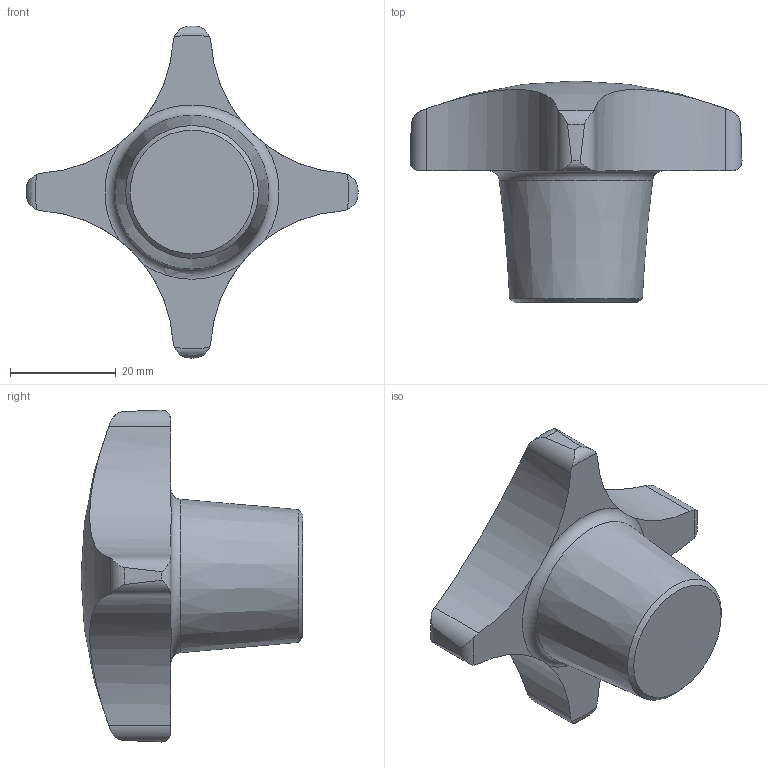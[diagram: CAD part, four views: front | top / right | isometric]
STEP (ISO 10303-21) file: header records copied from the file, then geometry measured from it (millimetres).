
FILE_DESCRIPTION( ( 'STEP AP214' ), '1' );
FILE_NAME( 'K0145.106312.stp', '2020-11-25T12:38:07', ( '' ), ( '' ), ' ', 'PARTsolutions', ' ' );
FILE_SCHEMA( ( 'AUTOMOTIVE_DESIGN { 1 0 10303 214 1 1 1 1 }' ) );
Length unit declared in the file: millimetre
Products named in the file (1): _K0145.106312
Bounding box: 62.87 x 42 x 62.87 mm (x, y, z)
Volume: 36129.8 mm3; surface area: 7341 mm2
Topology: 1 solids, 1 shells, 33 faces, 94 edges, 62 vertices
Faces by surface type: cylinder 12, torus 9, cone 6, plane 5, sphere 1
Entity records: 1716 total; most frequent: CARTESIAN_POINT 646, ORIENTED_EDGE 174, DIRECTION 154, EDGE_CURVE 87, AXIS2_PLACEMENT_3D 73, VERTEX_POINT 61, B_SPLINE_CURVE_WITH_KNOTS 40, CIRCLE 39
